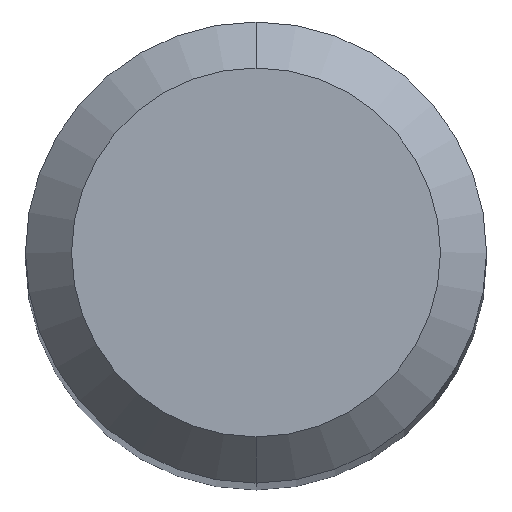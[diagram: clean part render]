
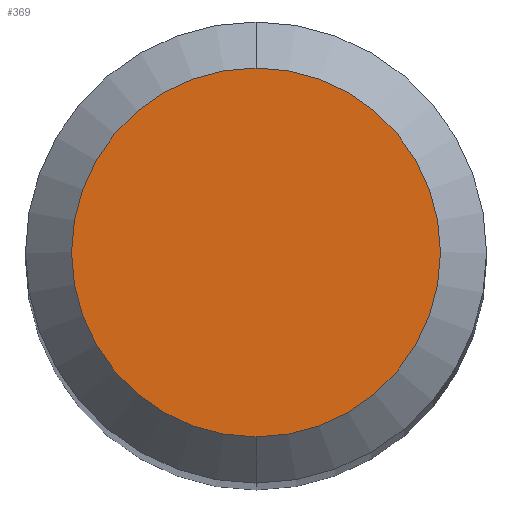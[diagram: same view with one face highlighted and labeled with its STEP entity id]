
A CAD part, top view. The second image highlights one B-rep face of the part: STEP entity #369.
In plain terms, the highlighted planar face has unit normal (0, 0, 1).
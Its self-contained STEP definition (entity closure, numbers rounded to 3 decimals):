
#369=ADVANCED_FACE('',(#984),#985,.T.);
#573=EDGE_CURVE('',#809,#661,#1206,.T.);
#661=VERTEX_POINT('',#1300);
#809=VERTEX_POINT('',#1464);
#873=EDGE_CURVE('',#661,#809,#1537,.T.);
#984=FACE_OUTER_BOUND('',#1788,.T.);
#985=PLANE('',#1789);
#1206=CIRCLE('',#2767,1.2);
#1300=CARTESIAN_POINT('',(0.,-1.2,0.0));
#1464=CARTESIAN_POINT('',(0.0,1.2,0.0));
#1537=CIRCLE('',#4251,1.2);
#1788=EDGE_LOOP('',(#4806,#4807));
#1789=AXIS2_PLACEMENT_3D('',#4808,#4809,#4810);
#2767=AXIS2_PLACEMENT_3D('',#5021,#5022,#5023);
#4251=AXIS2_PLACEMENT_3D('',#5391,#5392,#5393);
#4806=ORIENTED_EDGE('',*,*,#573,.F.);
#4807=ORIENTED_EDGE('',*,*,#873,.F.);
#4808=CARTESIAN_POINT('',(0.0,0.6,0.0));
#4809=DIRECTION('',(-0.0,0.0,1.0));
#4810=DIRECTION('',(0.0,-1.0,0.0));
#5021=CARTESIAN_POINT('',(0.0,0.0,0.0));
#5022=DIRECTION('',(0.0,0.0,-1.0));
#5023=DIRECTION('',(0.0,1.0,0.0));
#5391=CARTESIAN_POINT('',(0.0,0.0,0.0));
#5392=DIRECTION('',(0.0,0.0,-1.0));
#5393=DIRECTION('',(0.0,1.0,0.0));
